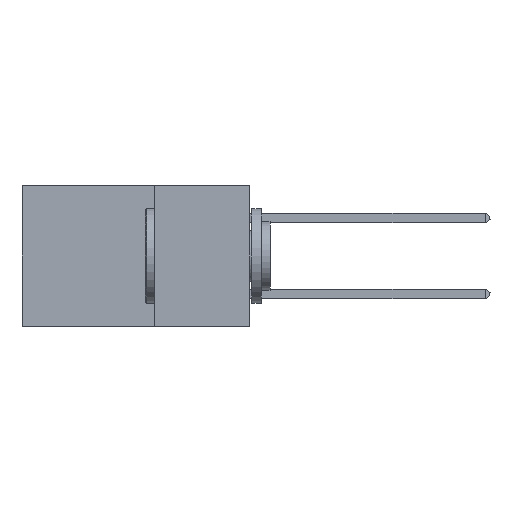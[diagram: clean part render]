
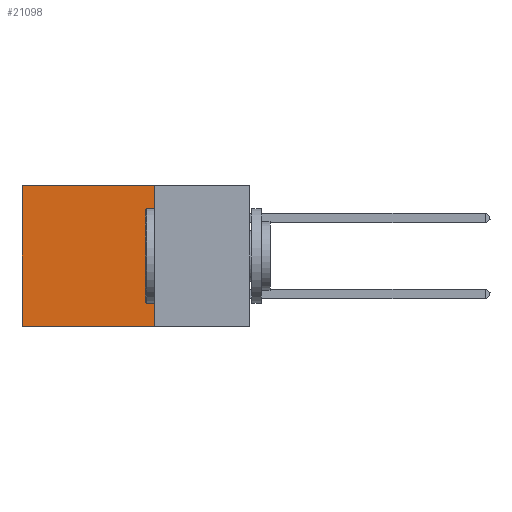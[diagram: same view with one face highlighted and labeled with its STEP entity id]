
A CAD part, left-side view. The second image highlights one B-rep face of the part: STEP entity #21098.
In plain terms, the highlighted planar face has unit normal (-1, 0, 0).
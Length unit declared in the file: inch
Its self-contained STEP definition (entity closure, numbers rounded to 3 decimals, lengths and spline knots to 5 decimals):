
#415 = LINE ( 'NONE', #21206, #22384 ) ;
#1174 = CARTESIAN_POINT ( 'NONE',  ( 0.2875, 0.25, 0. ) ) ;
#2846 = VERTEX_POINT ( 'NONE', #13964 ) ;
#7279 = VERTEX_POINT ( 'NONE', #12399 ) ;
#7878 = EDGE_CURVE ( 'NONE', #15205, #2846, #415, .T. ) ;
#10780 = FACE_OUTER_BOUND ( 'NONE', #37709, .T. ) ;
#11390 = LINE ( 'NONE', #1174, #19982 ) ;
#12272 = CARTESIAN_POINT ( 'NONE',  ( 0.2875, 0.25, 0. ) ) ;
#12363 = AXIS2_PLACEMENT_3D ( 'NONE', #24715, #12441, #12829 ) ;
#12399 = CARTESIAN_POINT ( 'NONE',  ( 0.2875, 0.6, 0. ) ) ;
#12441 = DIRECTION ( 'NONE',  ( 1., 0., 0. ) ) ;
#12829 = DIRECTION ( 'NONE',  ( 0., 0., -1. ) ) ;
#13403 = DIRECTION ( 'NONE',  ( 0., 1., 0. ) ) ;
#13964 = CARTESIAN_POINT ( 'NONE',  ( 0.2875, 0.25, -0.37 ) ) ;
#14282 = EDGE_CURVE ( 'NONE', #7279, #23000, #39238, .T. ) ;
#15205 = VERTEX_POINT ( 'NONE', #12272 ) ;
#16212 = CARTESIAN_POINT ( 'NONE',  ( 0.2875, 0.6, -0.37 ) ) ;
#17020 = ORIENTED_EDGE ( 'NONE', *, *, #25140, .F. ) ;
#18659 = DIRECTION ( 'NONE',  ( 0., 0., -1. ) ) ;
#19622 = EDGE_CURVE ( 'NONE', #15205, #7279, #11390, .T. ) ;
#19982 = VECTOR ( 'NONE', #13403, 39.37008 ) ;
#21098 = ADVANCED_FACE ( 'NONE', ( #10780 ), #27655, .F. ) ;
#21206 = CARTESIAN_POINT ( 'NONE',  ( 0.2875, 0.25, 0. ) ) ;
#22384 = VECTOR ( 'NONE', #18659, 39.37008 ) ;
#23000 = VERTEX_POINT ( 'NONE', #16212 ) ;
#23052 = VECTOR ( 'NONE', #29168, 39.37008 ) ;
#23088 = ORIENTED_EDGE ( 'NONE', *, *, #14282, .T. ) ;
#24715 = CARTESIAN_POINT ( 'NONE',  ( 0.2875, 0.25, 0. ) ) ;
#25140 = EDGE_CURVE ( 'NONE', #2846, #23000, #37257, .T. ) ;
#26837 = ORIENTED_EDGE ( 'NONE', *, *, #7878, .F. ) ;
#27655 = PLANE ( 'NONE',  #12363 ) ;
#29168 = DIRECTION ( 'NONE',  ( 0., 0., -1. ) ) ;
#31616 = DIRECTION ( 'NONE',  ( 0., 1., 0. ) ) ;
#34163 = CARTESIAN_POINT ( 'NONE',  ( 0.2875, 0.25, -0.37 ) ) ;
#37257 = LINE ( 'NONE', #34163, #38221 ) ;
#37709 = EDGE_LOOP ( 'NONE', ( #23088, #17020, #26837, #38966 ) ) ;
#38221 = VECTOR ( 'NONE', #31616, 39.37008 ) ;
#38896 = CARTESIAN_POINT ( 'NONE',  ( 0.2875, 0.6, 0. ) ) ;
#38966 = ORIENTED_EDGE ( 'NONE', *, *, #19622, .T. ) ;
#39238 = LINE ( 'NONE', #38896, #23052 ) ;
